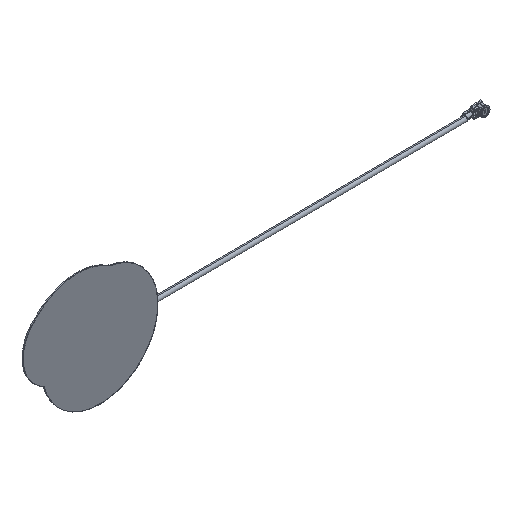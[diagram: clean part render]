
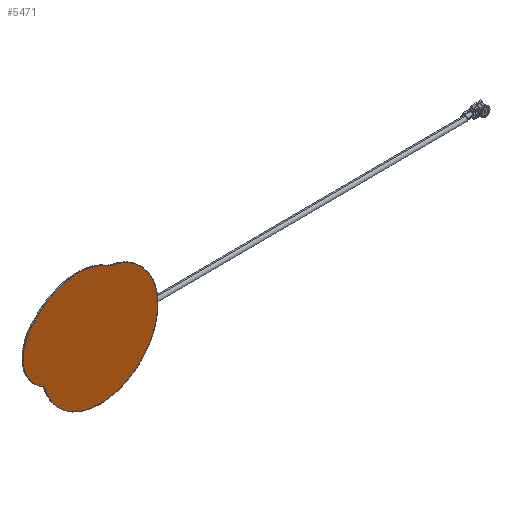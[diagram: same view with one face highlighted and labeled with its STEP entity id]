
A CAD part, isometric view. The second image highlights one B-rep face of the part: STEP entity #5471.
In plain terms, the highlighted planar face has unit normal (0, -1, 0).
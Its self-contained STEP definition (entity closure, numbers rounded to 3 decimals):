
#452 = AXIS2_PLACEMENT_3D ( 'NONE', #17337, #2870, #14221 ) ;
#538 = ORIENTED_EDGE ( 'NONE', *, *, #3680, .F. ) ;
#1136 = FACE_OUTER_BOUND ( 'NONE', #15456, .T. ) ;
#1547 = CARTESIAN_POINT ( 'NONE',  ( 17.439, 1.03, 34.9 ) ) ;
#1559 = VERTEX_POINT ( 'NONE', #15945 ) ;
#2553 = ORIENTED_EDGE ( 'NONE', *, *, #20513, .F. ) ;
#2870 = DIRECTION ( 'NONE',  ( 0., 1., 0. ) ) ;
#2982 = CIRCLE ( 'NONE', #7570, 16.269 ) ;
#3249 = DIRECTION ( 'NONE',  ( 0., 0., -1. ) ) ;
#3599 = VERTEX_POINT ( 'NONE', #19714 ) ;
#3680 = EDGE_CURVE ( 'NONE', #1559, #16202, #15410, .T. ) ;
#4178 = CARTESIAN_POINT ( 'NONE',  ( 23.858, 1.03, 31.941 ) ) ;
#4724 = ORIENTED_EDGE ( 'NONE', *, *, #9078, .F. ) ;
#5471 = ADVANCED_FACE ( 'NONE', ( #1136 ), #14723, .T. ) ;
#5959 = CARTESIAN_POINT ( 'NONE',  ( 5.515, 1.03, 45.967 ) ) ;
#6523 = EDGE_CURVE ( 'NONE', #3599, #14346, #19634, .T. ) ;
#6945 = CARTESIAN_POINT ( 'NONE',  ( 12.731, 1.03, 37.554 ) ) ;
#7429 = ORIENTED_EDGE ( 'NONE', *, *, #6523, .F. ) ;
#7570 = AXIS2_PLACEMENT_3D ( 'NONE', #1547, #19593, #3249 ) ;
#9078 = EDGE_CURVE ( 'NONE', #16202, #3599, #14407, .T. ) ;
#11574 = CARTESIAN_POINT ( 'NONE',  ( 23.858, 1.03, 15.229 ) ) ;
#11670 = DIRECTION ( 'NONE',  ( 0., 0., -1. ) ) ;
#14221 = DIRECTION ( 'NONE',  ( 0., 0., -1. ) ) ;
#14346 = VERTEX_POINT ( 'NONE', #5959 ) ;
#14407 = CIRCLE ( 'NONE', #16766, 16.711 ) ;
#14723 = PLANE ( 'NONE',  #19930 ) ;
#14791 = AXIS2_PLACEMENT_3D ( 'NONE', #6945, #14989, #16635 ) ;
#14989 = DIRECTION ( 'NONE',  ( 0., 1., 0. ) ) ;
#15410 = CIRCLE ( 'NONE', #452, 16.711 ) ;
#15456 = EDGE_LOOP ( 'NONE', ( #538, #2553, #7429, #4724 ) ) ;
#15593 = DIRECTION ( 'NONE',  ( 0., 0., -1. ) ) ;
#15945 = CARTESIAN_POINT ( 'NONE',  ( 26.44, 1.03, 48.451 ) ) ;
#16202 = VERTEX_POINT ( 'NONE', #11574 ) ;
#16437 = DIRECTION ( 'NONE',  ( 0., -1., 0. ) ) ;
#16635 = DIRECTION ( 'NONE',  ( 0., 0., -1. ) ) ;
#16766 = AXIS2_PLACEMENT_3D ( 'NONE', #4178, #17362, #15593 ) ;
#17337 = CARTESIAN_POINT ( 'NONE',  ( 23.858, 1.03, 31.941 ) ) ;
#17362 = DIRECTION ( 'NONE',  ( 0., 1., 0. ) ) ;
#18053 = CARTESIAN_POINT ( 'NONE',  ( 67.894, 1.03, 87.669 ) ) ;
#19593 = DIRECTION ( 'NONE',  ( 0., 1., 0. ) ) ;
#19634 = CIRCLE ( 'NONE', #14791, 11.083 ) ;
#19714 = CARTESIAN_POINT ( 'NONE',  ( 7.699, 1.03, 27.679 ) ) ;
#19930 = AXIS2_PLACEMENT_3D ( 'NONE', #18053, #16437, #11670 ) ;
#20513 = EDGE_CURVE ( 'NONE', #14346, #1559, #2982, .T. ) ;
